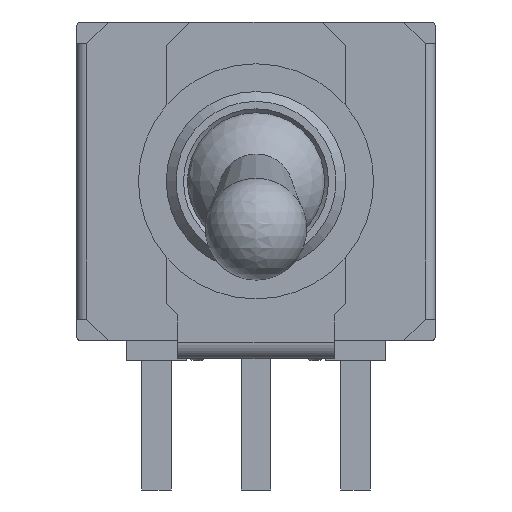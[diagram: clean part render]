
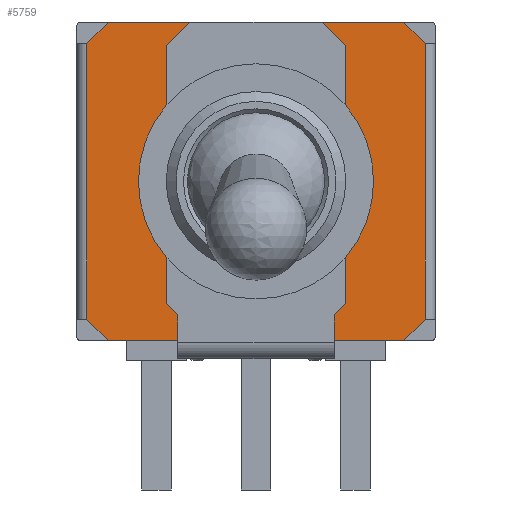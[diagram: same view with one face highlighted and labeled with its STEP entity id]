
A CAD part, left-side view. The second image highlights one B-rep face of the part: STEP entity #5759.
In plain terms, the highlighted planar face has unit normal (-1, 0, 0).
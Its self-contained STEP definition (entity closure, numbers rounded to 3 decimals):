
#345=PLANE('',#6183);
#665=FACE_OUTER_BOUND('',#996,.T.);
#996=EDGE_LOOP('',(#5339,#5340,#5341,#5342,#5343,#5344,#5345,#5346));
#1557=LINE('',#12352,#2234);
#1580=LINE('',#12400,#2257);
#1599=LINE('',#12440,#2276);
#1625=LINE('',#12500,#2302);
#1668=LINE('',#12594,#2345);
#1669=LINE('',#12596,#2346);
#1670=LINE('',#12598,#2347);
#1671=LINE('',#12599,#2348);
#2234=VECTOR('',#7441,10.);
#2257=VECTOR('',#7472,10.);
#2276=VECTOR('',#7511,10.);
#2302=VECTOR('',#7575,10.);
#2345=VECTOR('',#7654,10.);
#2346=VECTOR('',#7655,10.);
#2347=VECTOR('',#7656,10.);
#2348=VECTOR('',#7657,10.);
#2897=VERTEX_POINT('',#12349);
#2898=VERTEX_POINT('',#12351);
#2915=VERTEX_POINT('',#12388);
#2919=VERTEX_POINT('',#12398);
#2945=VERTEX_POINT('',#12499);
#2978=VERTEX_POINT('',#12593);
#2979=VERTEX_POINT('',#12595);
#2980=VERTEX_POINT('',#12597);
#3653=EDGE_CURVE('',#2898,#2897,#1557,.T.);
#3677=EDGE_CURVE('',#2915,#2919,#1580,.T.);
#3697=EDGE_CURVE('',#2915,#2897,#1599,.T.);
#3727=EDGE_CURVE('',#2945,#2898,#1625,.T.);
#3774=EDGE_CURVE('',#2919,#2978,#1668,.T.);
#3775=EDGE_CURVE('',#2978,#2979,#1669,.T.);
#3776=EDGE_CURVE('',#2980,#2979,#1670,.T.);
#3777=EDGE_CURVE('',#2980,#2945,#1671,.T.);
#5339=ORIENTED_EDGE('',*,*,#3774,.T.);
#5340=ORIENTED_EDGE('',*,*,#3775,.T.);
#5341=ORIENTED_EDGE('',*,*,#3776,.F.);
#5342=ORIENTED_EDGE('',*,*,#3777,.T.);
#5343=ORIENTED_EDGE('',*,*,#3727,.T.);
#5344=ORIENTED_EDGE('',*,*,#3653,.T.);
#5345=ORIENTED_EDGE('',*,*,#3697,.F.);
#5346=ORIENTED_EDGE('',*,*,#3677,.T.);
#5759=ADVANCED_FACE('',(#665),#345,.T.);
#6183=AXIS2_PLACEMENT_3D('',#12592,#7652,#7653);
#7441=DIRECTION('',(0.,-0.707,0.707));
#7472=DIRECTION('',(0.,0.707,0.707));
#7511=DIRECTION('',(0.,0.,-1.));
#7575=DIRECTION('',(0.,-1.,0.));
#7652=DIRECTION('center_axis',(-1.,0.,0.));
#7653=DIRECTION('ref_axis',(0.,0.,1.));
#7654=DIRECTION('',(0.,1.,0.));
#7655=DIRECTION('',(0.,0.707,-0.707));
#7656=DIRECTION('',(0.,0.,1.));
#7657=DIRECTION('',(0.,-0.707,-0.707));
#12349=CARTESIAN_POINT('',(-7.93,-4.32,1.06));
#12351=CARTESIAN_POINT('',(-7.93,-3.77,0.51));
#12352=CARTESIAN_POINT('',(-7.93,-4.32,1.06));
#12388=CARTESIAN_POINT('',(-7.93,-4.32,8.09));
#12398=CARTESIAN_POINT('',(-7.93,-3.77,8.64));
#12400=CARTESIAN_POINT('',(-7.93,-4.32,8.09));
#12440=CARTESIAN_POINT('',(-7.93,-4.32,2.818));
#12499=CARTESIAN_POINT('',(-7.93,3.77,0.51));
#12500=CARTESIAN_POINT('',(-7.93,4.47,0.51));
#12592=CARTESIAN_POINT('Origin',(-7.93,2.03,4.575));
#12593=CARTESIAN_POINT('',(-7.93,3.77,8.64));
#12594=CARTESIAN_POINT('',(-7.93,-0.41,8.64));
#12595=CARTESIAN_POINT('',(-7.93,4.32,8.09));
#12596=CARTESIAN_POINT('',(-7.93,4.32,8.09));
#12597=CARTESIAN_POINT('',(-7.93,4.32,1.06));
#12598=CARTESIAN_POINT('',(-7.93,4.32,6.333));
#12599=CARTESIAN_POINT('',(-7.93,4.32,1.06));
